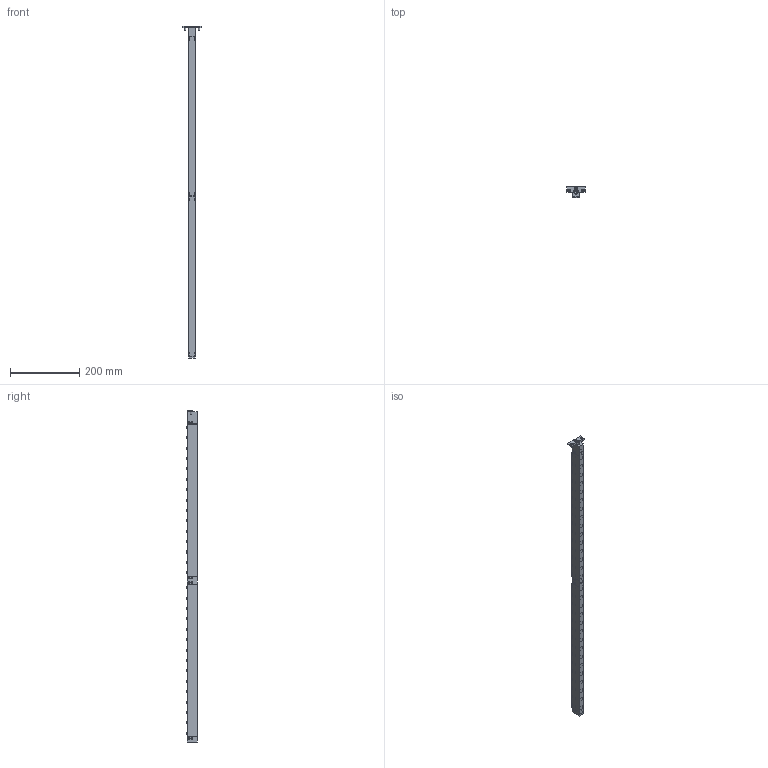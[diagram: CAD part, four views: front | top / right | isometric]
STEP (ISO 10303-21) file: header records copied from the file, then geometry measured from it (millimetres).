
FILE_DESCRIPTION(/* description */ ('DIE LIFTER'),/* implementation_level */ '2;1');
FILE_NAME(/* name */ 'EHB18-30.stp',/* time_stamp */ '2019-11-20T14:58:47+08:00',/* author */ ('yue.yang'),/* organization */ (''),/* preprocessor_version */ 'ST-DEVELOPER v17',/* originating_system */ 'Autodesk Inventor 2019',/* authorisation */ '');
FILE_SCHEMA (('AUTOMOTIVE_DESIGN { 1 0 10303 214 3 1 1 }'));
Length unit declared in the file: millimetre
Products named in the file (2): EHB18-30; EHB18-30_Substitute_1
Assembly tree (1 placements, depth 2):
  EHB18-30
    EHB18-30_Substitute_1
Bounding box: 52 x 31.46 x 958 mm (x, y, z)
Volume: 396498 mm3; surface area: 195622.4 mm2
Topology: 61 solids, 61 shells, 1076 faces, 3353 edges, 2360 vertices
Faces by surface type: plane 394, cylinder 332, cone 166, torus 154, sphere 30
Full cylindrical faces by diameter (mm): 3 x3, 4 x2, 4.3 x2, 5 x48, 5.5 x2, 6.647 x4, 7.5 x1, 8 x3, 8.566 x1, 10 x5, 10.2 x30, 10.5 x1, 12.05 x30, 13.5 x30, 13.55 x30, 15.55 x30, 15.7 x30
Entity records: 44114 total; most frequent: CARTESIAN_POINT 11530, DIRECTION 7025, ORIENTED_EDGE 6514, EDGE_CURVE 3257, AXIS2_PLACEMENT_3D 3074, VERTEX_POINT 2360, CIRCLE 1995, EDGE_LOOP 1365
